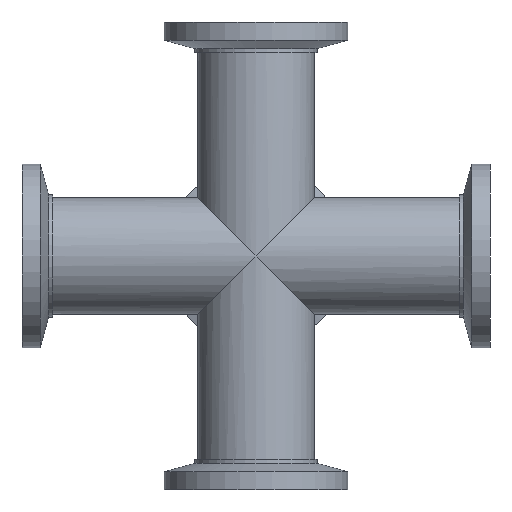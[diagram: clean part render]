
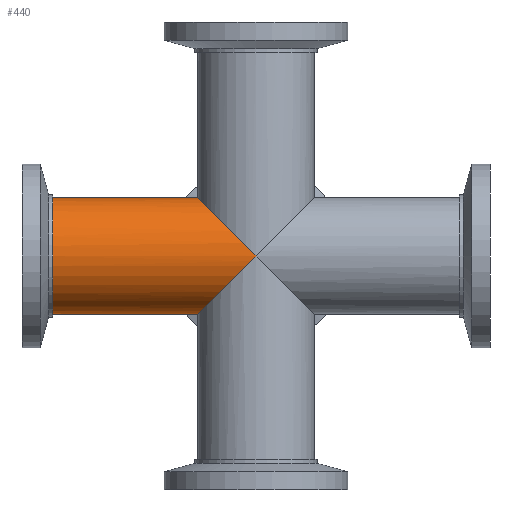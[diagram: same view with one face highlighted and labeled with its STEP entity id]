
A CAD part, left-side view. The second image highlights one B-rep face of the part: STEP entity #440.
In plain terms, the highlighted cylindrical face has radius 9.55 mm (diameter 19.1 mm), a full revolution.
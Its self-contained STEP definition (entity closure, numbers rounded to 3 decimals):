
#70=CIRCLE('',#540,9.55);
#94=CYLINDRICAL_SURFACE('',#539,9.55);
#104=FACE_OUTER_BOUND('',#127,.T.);
#127=EDGE_LOOP('',(#314,#315,#316,#317,#318,#319,#320));
#157=LINE('',#804,#174);
#174=VECTOR('',#631,9.55);
#189=ELLIPSE('',#535,13.506,9.55);
#192=ELLIPSE('',#538,13.506,9.55);
#193=ELLIPSE('',#541,13.506,9.55);
#194=ELLIPSE('',#542,13.506,9.55);
#207=VERTEX_POINT('',#789);
#208=VERTEX_POINT('',#790);
#212=VERTEX_POINT('',#798);
#213=VERTEX_POINT('',#802);
#214=VERTEX_POINT('',#805);
#249=EDGE_CURVE('',#207,#208,#189,.T.);
#254=EDGE_CURVE('',#208,#212,#192,.T.);
#255=EDGE_CURVE('',#213,#213,#70,.T.);
#256=EDGE_CURVE('',#213,#208,#157,.T.);
#257=EDGE_CURVE('',#212,#214,#193,.T.);
#258=EDGE_CURVE('',#214,#207,#194,.T.);
#314=ORIENTED_EDGE('',*,*,#255,.F.);
#315=ORIENTED_EDGE('',*,*,#256,.T.);
#316=ORIENTED_EDGE('',*,*,#254,.T.);
#317=ORIENTED_EDGE('',*,*,#257,.T.);
#318=ORIENTED_EDGE('',*,*,#258,.T.);
#319=ORIENTED_EDGE('',*,*,#249,.T.);
#320=ORIENTED_EDGE('',*,*,#256,.F.);
#440=ADVANCED_FACE('',(#104),#94,.T.);
#535=AXIS2_PLACEMENT_3D('',#791,#617,#618);
#538=AXIS2_PLACEMENT_3D('',#800,#625,#626);
#539=AXIS2_PLACEMENT_3D('',#801,#627,#628);
#540=AXIS2_PLACEMENT_3D('',#803,#629,#630);
#541=AXIS2_PLACEMENT_3D('',#806,#632,#633);
#542=AXIS2_PLACEMENT_3D('',#807,#634,#635);
#617=DIRECTION('center_axis',(-0.707,0.,0.707));
#618=DIRECTION('ref_axis',(-0.707,0.,-0.707));
#625=DIRECTION('center_axis',(-0.707,0.,0.707));
#626=DIRECTION('ref_axis',(-0.707,0.,-0.707));
#627=DIRECTION('center_axis',(0.,0.,1.));
#628=DIRECTION('ref_axis',(-1.,0.,0.));
#629=DIRECTION('center_axis',(0.,0.,1.));
#630=DIRECTION('ref_axis',(-1.,0.,0.));
#631=DIRECTION('',(0.,0.,-1.));
#632=DIRECTION('center_axis',(0.,-0.707,0.707));
#633=DIRECTION('ref_axis',(0.,-0.707,-0.707));
#634=DIRECTION('center_axis',(0.,0.707,0.707));
#635=DIRECTION('ref_axis',(0.,-0.707,0.707));
#789=CARTESIAN_POINT('',(6.753,-6.753,6.753));
#790=CARTESIAN_POINT('',(9.55,0.,9.55));
#791=CARTESIAN_POINT('Origin',(0.,0.,0.));
#798=CARTESIAN_POINT('',(6.753,6.753,6.753));
#800=CARTESIAN_POINT('Origin',(0.,0.,0.));
#801=CARTESIAN_POINT('Origin',(0.,0.,0.));
#802=CARTESIAN_POINT('',(9.55,0.,34.5));
#803=CARTESIAN_POINT('Origin',(0.,0.,34.5));
#804=CARTESIAN_POINT('',(9.55,0.,0.));
#805=CARTESIAN_POINT('',(-9.55,0.,0.));
#806=CARTESIAN_POINT('Origin',(0.,0.,0.));
#807=CARTESIAN_POINT('Origin',(0.,0.,0.));
